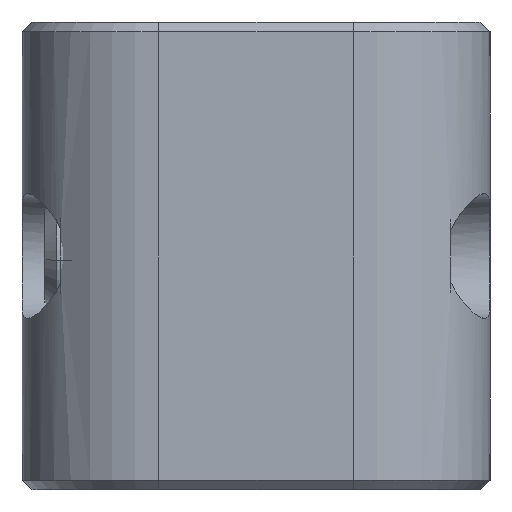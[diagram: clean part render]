
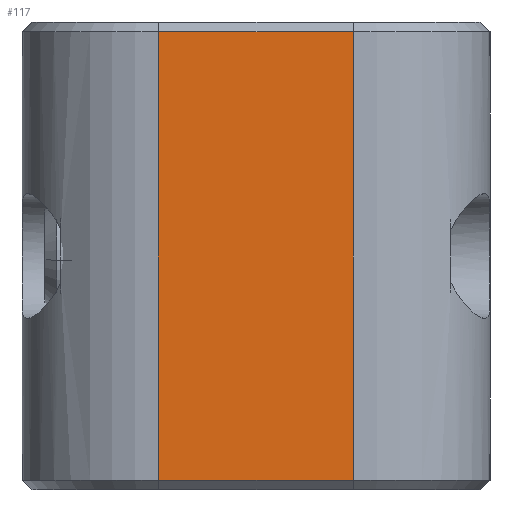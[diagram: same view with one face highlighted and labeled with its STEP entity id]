
A CAD part, left-side view. The second image highlights one B-rep face of the part: STEP entity #117.
In plain terms, the highlighted planar face has unit normal (-1, 0, 0).
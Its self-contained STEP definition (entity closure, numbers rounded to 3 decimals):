
#41 = VECTOR ( 'NONE', #3112, 1000. ) ;
#102 = ORIENTED_EDGE ( 'NONE', *, *, #684, .T. ) ;
#117 = ADVANCED_FACE ( 'NONE', ( #3054 ), #4536, .F. ) ;
#321 = CARTESIAN_POINT ( 'NONE',  ( -21., 3.5, 5.75 ) ) ;
#356 = EDGE_CURVE ( 'NONE', #783, #3155, #3924, .T. ) ;
#362 = LINE ( 'NONE', #4854, #1728 ) ;
#440 = LINE ( 'NONE', #3135, #5165 ) ;
#546 = VECTOR ( 'NONE', #1745, 1000. ) ;
#684 = EDGE_CURVE ( 'NONE', #706, #2990, #4207, .T. ) ;
#706 = VERTEX_POINT ( 'NONE', #321 ) ;
#783 = VERTEX_POINT ( 'NONE', #1841 ) ;
#898 = DIRECTION ( 'NONE',  ( 0., 0., -1. ) ) ;
#948 = CARTESIAN_POINT ( 'NONE',  ( -21., 3.5, -5.75 ) ) ;
#1401 = EDGE_CURVE ( 'NONE', #2990, #783, #362, .T. ) ;
#1728 = VECTOR ( 'NONE', #4367, 1000. ) ;
#1745 = DIRECTION ( 'NONE',  ( 0., 1., 0. ) ) ;
#1841 = CARTESIAN_POINT ( 'NONE',  ( -21., 8.5, -5.75 ) ) ;
#2325 = AXIS2_PLACEMENT_3D ( 'NONE', #2697, #5888, #898 ) ;
#2697 = CARTESIAN_POINT ( 'NONE',  ( -21., 0., 6. ) ) ;
#2929 = ORIENTED_EDGE ( 'NONE', *, *, #1401, .T. ) ;
#2990 = VERTEX_POINT ( 'NONE', #5862 ) ;
#3054 = FACE_OUTER_BOUND ( 'NONE', #4122, .T. ) ;
#3095 = CARTESIAN_POINT ( 'NONE',  ( -21., 3.5, -5.75 ) ) ;
#3112 = DIRECTION ( 'NONE',  ( 0., -1., 0. ) ) ;
#3135 = CARTESIAN_POINT ( 'NONE',  ( -21., 3.5, 6. ) ) ;
#3155 = VERTEX_POINT ( 'NONE', #3095 ) ;
#3163 = ORIENTED_EDGE ( 'NONE', *, *, #356, .T. ) ;
#3924 = LINE ( 'NONE', #948, #41 ) ;
#3952 = CARTESIAN_POINT ( 'NONE',  ( -21., 0., 5.75 ) ) ;
#4106 = DIRECTION ( 'NONE',  ( 0., 0., 1. ) ) ;
#4122 = EDGE_LOOP ( 'NONE', ( #2929, #3163, #4348, #102 ) ) ;
#4207 = LINE ( 'NONE', #3952, #546 ) ;
#4348 = ORIENTED_EDGE ( 'NONE', *, *, #5265, .T. ) ;
#4367 = DIRECTION ( 'NONE',  ( 0., 0., -1. ) ) ;
#4536 = PLANE ( 'NONE',  #2325 ) ;
#4854 = CARTESIAN_POINT ( 'NONE',  ( -21., 8.5, 6. ) ) ;
#5165 = VECTOR ( 'NONE', #4106, 1000. ) ;
#5265 = EDGE_CURVE ( 'NONE', #3155, #706, #440, .T. ) ;
#5862 = CARTESIAN_POINT ( 'NONE',  ( -21., 8.5, 5.75 ) ) ;
#5888 = DIRECTION ( 'NONE',  ( 1., 0., 0. ) ) ;
